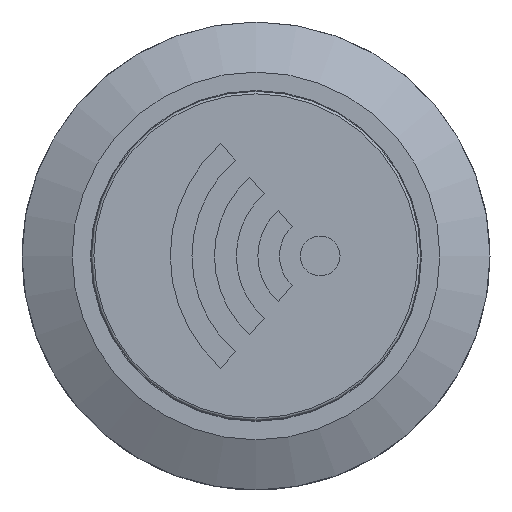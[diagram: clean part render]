
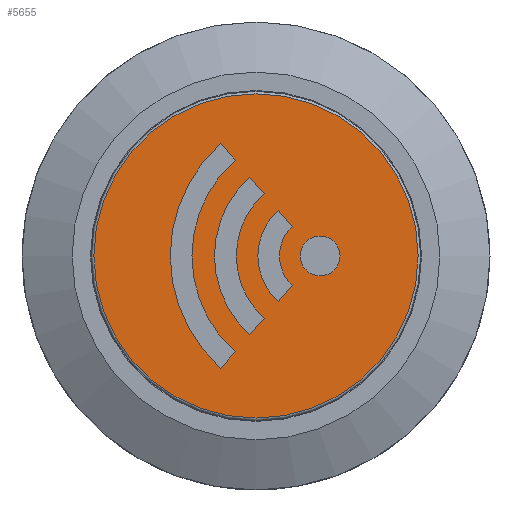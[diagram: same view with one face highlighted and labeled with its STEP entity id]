
A CAD part, top view. The second image highlights one B-rep face of the part: STEP entity #5655.
In plain terms, the highlighted planar face has unit normal (0, 0, 1).
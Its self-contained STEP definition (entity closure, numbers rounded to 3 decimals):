
#157=FACE_BOUND('',#562,.T.);
#158=FACE_BOUND('',#563,.T.);
#159=FACE_BOUND('',#564,.T.);
#160=FACE_BOUND('',#565,.T.);
#258=FACE_OUTER_BOUND('',#561,.T.);
#561=EDGE_LOOP('',(#3736,#3737));
#562=EDGE_LOOP('',(#3738));
#563=EDGE_LOOP('',(#3739,#3740,#3741,#3742));
#564=EDGE_LOOP('',(#3743,#3744,#3745,#3746));
#565=EDGE_LOOP('',(#3747,#3748,#3749,#3750));
#902=CIRCLE('',#5973,2.434);
#903=CIRCLE('',#5974,3.724);
#904=CIRCLE('',#5976,5.014);
#905=CIRCLE('',#5977,6.323);
#906=CIRCLE('',#5979,1.19);
#907=CIRCLE('',#5981,7.671);
#908=CIRCLE('',#5982,8.97);
#909=CIRCLE('',#5984,9.7);
#913=CIRCLE('',#5988,9.7);
#1082=LINE('',#7882,#1675);
#1083=LINE('',#7886,#1676);
#1084=LINE('',#7891,#1677);
#1085=LINE('',#7895,#1678);
#1086=LINE('',#7903,#1679);
#1087=LINE('',#7907,#1680);
#1675=VECTOR('',#6413,10.);
#1676=VECTOR('',#6416,10.);
#1677=VECTOR('',#6421,10.);
#1678=VECTOR('',#6424,10.);
#1679=VECTOR('',#6433,10.);
#1680=VECTOR('',#6436,10.);
#2268=VERTEX_POINT('',#7880);
#2269=VERTEX_POINT('',#7881);
#2270=VERTEX_POINT('',#7883);
#2271=VERTEX_POINT('',#7885);
#2272=VERTEX_POINT('',#7889);
#2273=VERTEX_POINT('',#7890);
#2274=VERTEX_POINT('',#7892);
#2275=VERTEX_POINT('',#7894);
#2276=VERTEX_POINT('',#7898);
#2277=VERTEX_POINT('',#7901);
#2278=VERTEX_POINT('',#7902);
#2279=VERTEX_POINT('',#7904);
#2280=VERTEX_POINT('',#7906);
#2281=VERTEX_POINT('',#7910);
#2282=VERTEX_POINT('',#7911);
#2844=EDGE_CURVE('',#2268,#2269,#1082,.T.);
#2845=EDGE_CURVE('',#2270,#2268,#902,.T.);
#2846=EDGE_CURVE('',#2271,#2270,#1083,.T.);
#2847=EDGE_CURVE('',#2269,#2271,#903,.T.);
#2848=EDGE_CURVE('',#2272,#2273,#1084,.T.);
#2849=EDGE_CURVE('',#2274,#2272,#904,.T.);
#2850=EDGE_CURVE('',#2275,#2274,#1085,.T.);
#2851=EDGE_CURVE('',#2273,#2275,#905,.T.);
#2852=EDGE_CURVE('',#2276,#2276,#906,.T.);
#2853=EDGE_CURVE('',#2277,#2278,#1086,.T.);
#2854=EDGE_CURVE('',#2279,#2277,#907,.T.);
#2855=EDGE_CURVE('',#2280,#2279,#1087,.T.);
#2856=EDGE_CURVE('',#2278,#2280,#908,.T.);
#2857=EDGE_CURVE('',#2281,#2282,#909,.T.);
#2861=EDGE_CURVE('',#2282,#2281,#913,.T.);
#3736=ORIENTED_EDGE('',*,*,#2857,.F.);
#3737=ORIENTED_EDGE('',*,*,#2861,.F.);
#3738=ORIENTED_EDGE('',*,*,#2852,.T.);
#3739=ORIENTED_EDGE('',*,*,#2846,.T.);
#3740=ORIENTED_EDGE('',*,*,#2845,.T.);
#3741=ORIENTED_EDGE('',*,*,#2844,.T.);
#3742=ORIENTED_EDGE('',*,*,#2847,.T.);
#3743=ORIENTED_EDGE('',*,*,#2850,.T.);
#3744=ORIENTED_EDGE('',*,*,#2849,.T.);
#3745=ORIENTED_EDGE('',*,*,#2848,.T.);
#3746=ORIENTED_EDGE('',*,*,#2851,.T.);
#3747=ORIENTED_EDGE('',*,*,#2855,.T.);
#3748=ORIENTED_EDGE('',*,*,#2854,.T.);
#3749=ORIENTED_EDGE('',*,*,#2853,.T.);
#3750=ORIENTED_EDGE('',*,*,#2856,.T.);
#5449=PLANE('',#5992);
#5655=ADVANCED_FACE('',(#258,#157,#158,#159,#160),#5449,.T.);
#5973=AXIS2_PLACEMENT_3D('',#7884,#6414,#6415);
#5974=AXIS2_PLACEMENT_3D('',#7887,#6417,#6418);
#5976=AXIS2_PLACEMENT_3D('',#7893,#6422,#6423);
#5977=AXIS2_PLACEMENT_3D('',#7896,#6425,#6426);
#5979=AXIS2_PLACEMENT_3D('',#7899,#6429,#6430);
#5981=AXIS2_PLACEMENT_3D('',#7905,#6434,#6435);
#5982=AXIS2_PLACEMENT_3D('',#7908,#6437,#6438);
#5984=AXIS2_PLACEMENT_3D('',#7912,#6441,#6442);
#5988=AXIS2_PLACEMENT_3D('',#7918,#6449,#6450);
#5992=AXIS2_PLACEMENT_3D('',#7925,#6458,#6459);
#6413=DIRECTION('',(-0.653,-0.757,0.));
#6414=DIRECTION('center_axis',(0.,0.,1.));
#6415=DIRECTION('ref_axis',(-0.687,0.727,0.));
#6416=DIRECTION('',(0.653,-0.757,0.));
#6417=DIRECTION('center_axis',(0.,0.,-1.));
#6418=DIRECTION('ref_axis',(0.675,-0.738,0.));
#6421=DIRECTION('',(-0.653,-0.757,0.));
#6422=DIRECTION('center_axis',(0.,0.,1.));
#6423=DIRECTION('ref_axis',(-0.67,0.743,0.));
#6424=DIRECTION('',(0.653,-0.757,0.));
#6425=DIRECTION('center_axis',(0.,0.,-1.));
#6426=DIRECTION('ref_axis',(0.666,-0.746,0.));
#6429=DIRECTION('center_axis',(0.,0.,-1.));
#6430=DIRECTION('ref_axis',(0.,-1.,0.));
#6433=DIRECTION('',(-0.653,-0.757,0.));
#6434=DIRECTION('center_axis',(0.,0.,1.));
#6435=DIRECTION('ref_axis',(-0.664,0.748,0.));
#6436=DIRECTION('',(0.653,-0.757,0.));
#6437=DIRECTION('center_axis',(0.,0.,-1.));
#6438=DIRECTION('ref_axis',(0.662,-0.749,0.));
#6441=DIRECTION('center_axis',(0.,0.,-1.));
#6442=DIRECTION('ref_axis',(0.,-1.,0.));
#6449=DIRECTION('center_axis',(0.,0.,-1.));
#6450=DIRECTION('ref_axis',(0.,-1.,0.));
#6458=DIRECTION('center_axis',(0.,0.,1.));
#6459=DIRECTION('ref_axis',(0.,1.,0.));
#7880=CARTESIAN_POINT('',(2.167,-1.77,2.));
#7881=CARTESIAN_POINT('',(1.324,-2.747,2.));
#7882=CARTESIAN_POINT('',(2.167,-1.77,2.));
#7883=CARTESIAN_POINT('',(2.167,1.77,2.));
#7884=CARTESIAN_POINT('Origin',(3.839,0.,2.));
#7885=CARTESIAN_POINT('',(1.324,2.747,2.));
#7886=CARTESIAN_POINT('',(1.324,2.747,2.));
#7887=CARTESIAN_POINT('Origin',(3.839,0.,2.));
#7889=CARTESIAN_POINT('',(0.481,-3.724,2.));
#7890=CARTESIAN_POINT('',(-0.374,-4.716,2.));
#7891=CARTESIAN_POINT('',(0.481,-3.724,2.));
#7892=CARTESIAN_POINT('',(0.481,3.724,2.));
#7893=CARTESIAN_POINT('Origin',(3.839,0.,2.));
#7894=CARTESIAN_POINT('',(-0.374,4.716,2.));
#7895=CARTESIAN_POINT('',(-0.374,4.716,2.));
#7896=CARTESIAN_POINT('Origin',(3.839,0.,2.));
#7898=CARTESIAN_POINT('',(3.839,1.19,2.));
#7899=CARTESIAN_POINT('Origin',(3.839,0.,2.));
#7901=CARTESIAN_POINT('',(-1.255,-5.736,2.));
#7902=CARTESIAN_POINT('',(-2.104,-6.72,2.));
#7903=CARTESIAN_POINT('',(-1.255,-5.736,2.));
#7904=CARTESIAN_POINT('',(-1.255,5.736,2.));
#7905=CARTESIAN_POINT('Origin',(3.839,0.,2.));
#7906=CARTESIAN_POINT('',(-2.104,6.72,2.));
#7907=CARTESIAN_POINT('',(-2.104,6.72,2.));
#7908=CARTESIAN_POINT('Origin',(3.839,0.,2.));
#7910=CARTESIAN_POINT('',(0.,9.7,2.));
#7911=CARTESIAN_POINT('',(0.,-9.7,2.));
#7912=CARTESIAN_POINT('Origin',(0.,0.,2.));
#7918=CARTESIAN_POINT('Origin',(0.,0.,2.));
#7925=CARTESIAN_POINT('Origin',(0.,0.,2.));
